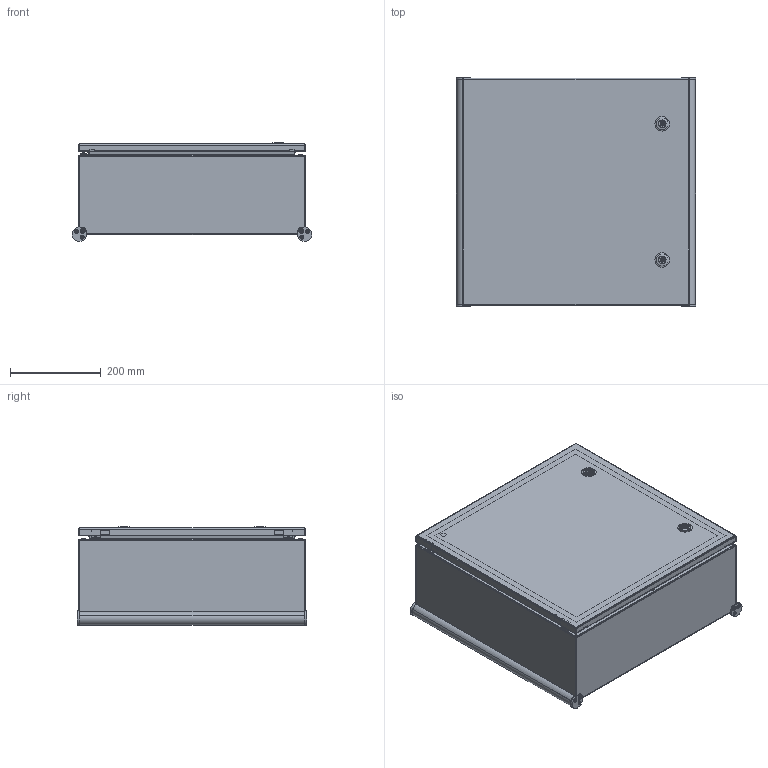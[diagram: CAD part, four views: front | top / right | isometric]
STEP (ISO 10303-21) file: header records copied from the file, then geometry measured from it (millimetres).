
FILE_DESCRIPTION (( 'STEP AP203' ), '1' );
FILE_NAME ('56450501.STEP', '2020-02-18T13:30:46', ( 'Ifina' ), ( 'Ifina' ), 'SwSTEP 2.0', 'SolidWorks 2018', '' );
FILE_SCHEMA (( 'CONFIG_CONTROL_DESIGN' ));
Length unit declared in the file: millimetre
Products named in the file (32): _7-080.01_00000688; 83031; _200-9123_B1; 00047704A; 93442; _7-080.01_00058055; 42445; 42443; 56450501; 83140; 40000039853; 40100000254; 94084; _7-080.01_200-0528_28; 40000023095; 56893; 82410_56893_468x467; _7-080.01_00024768; _100-9601; 42442; 82155; _7-080.01_00001196; 93379; 42381; 40000039738; 86003_Bl.1,25; 00047700A; 84000; 40000037410; 40000039725; _7-080.01_17760D; 40000039761
Assembly tree (55 placements, depth 3):
  56450501
    40100000254
      40000039738
      86003_Bl.1,25  x8
      40000039761
    42443  x2
    83140  x2
    93442  x2
    56893
      42381
      93379
      82410_56893_468x467
      42442  x2
    42445  x2
    83031  x2
    40000037410  x2
      _100-9601
      _200-9123_B1
      _7-080.01_00000688
      _7-080.01_00001196
      _7-080.01_200-0528_28
      _7-080.01_00024768
      _7-080.01_00058055
      _7-080.01_17760D
    84000  x2
      00047700A
      00047704A
    40000039725  x2
    40000039853  x4
    82155  x4
    40000023095  x4
  94084
Bounding box: 528.74 x 506 x 218.01 mm (x, y, z)
Volume: 1736739.6 mm3; surface area: 2355735.8 mm2
Topology: 59 solids, 59 shells, 2209 faces, 5450 edges, 3376 vertices
Faces by surface type: plane 1021, cylinder 790, cone 172, bspline 160, torus 64, sphere 2
Full cylindrical faces by diameter (mm): 3 x2, 3.2 x2, 4 x16, 4.2 x8, 4.917 x2, 5 x14, 5.3 x2, 5.9 x8, 6 x5, 6.2 x8, 6.5 x2, 7 x24, 9 x8, 9.1 x2, 9.3 x4, 9.9 x2, 10 x10, 10.5 x2, 12 x1, 12.8 x2, 13.3 x2, 13.5 x2, 15 x2, 15.4 x2, 16 x2, 16.1 x2, 19.5 x2, 20.376 x2, 22 x2, 32 x2
Entity records: 43063 total; most frequent: CARTESIAN_POINT 12014, ORIENTED_EDGE 5554, DIRECTION 5486, EDGE_CURVE 2777, AXIS2_PLACEMENT_3D 1892, VERTEX_POINT 1770, VECTOR 1702, LINE 1702
